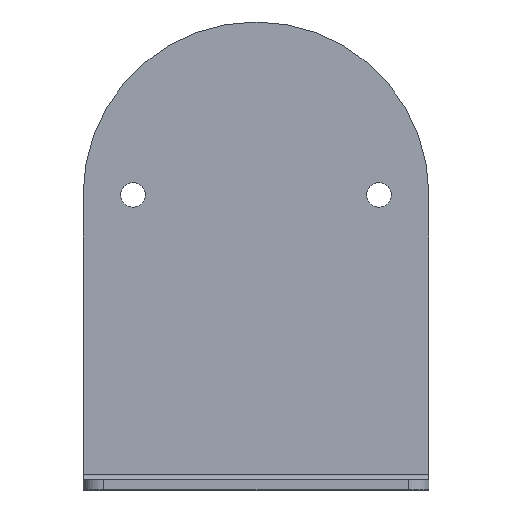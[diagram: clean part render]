
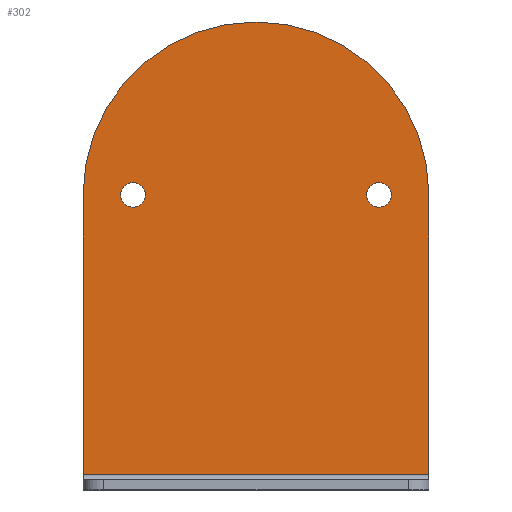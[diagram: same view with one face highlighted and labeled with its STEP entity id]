
A CAD part, top view. The second image highlights one B-rep face of the part: STEP entity #302.
In plain terms, the highlighted planar face has unit normal (0, 0, 1).
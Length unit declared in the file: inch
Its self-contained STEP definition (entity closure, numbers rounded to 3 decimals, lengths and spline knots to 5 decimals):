
#25=FACE_BOUND('',#76,.T.);
#26=FACE_BOUND('',#77,.T.);
#33=PLANE('',#338);
#49=FACE_OUTER_BOUND('',#75,.T.);
#75=EDGE_LOOP('',(#272,#273,#274,#275));
#76=EDGE_LOOP('',(#276));
#77=EDGE_LOOP('',(#277));
#85=LINE('',#459,#105);
#89=LINE('',#483,#109);
#95=LINE('',#503,#115);
#105=VECTOR('',#366,1.70725);
#109=VECTOR('',#392,2.11);
#115=VECTOR('',#416,1.70725);
#126=CIRCLE('',#317,0.075);
#128=CIRCLE('',#320,0.075);
#134=CIRCLE('',#335,1.055);
#147=VERTEX_POINT('',#456);
#148=VERTEX_POINT('',#458);
#152=VERTEX_POINT('',#468);
#154=VERTEX_POINT('',#473);
#156=VERTEX_POINT('',#479);
#162=VERTEX_POINT('',#502);
#177=EDGE_CURVE('',#147,#148,#85,.T.);
#182=EDGE_CURVE('',#152,#152,#126,.T.);
#184=EDGE_CURVE('',#154,#154,#128,.T.);
#188=EDGE_CURVE('',#148,#156,#89,.T.);
#197=EDGE_CURVE('',#156,#162,#95,.T.);
#200=EDGE_CURVE('',#162,#147,#134,.T.);
#272=ORIENTED_EDGE('',*,*,#188,.F.);
#273=ORIENTED_EDGE('',*,*,#177,.F.);
#274=ORIENTED_EDGE('',*,*,#200,.F.);
#275=ORIENTED_EDGE('',*,*,#197,.F.);
#276=ORIENTED_EDGE('',*,*,#182,.T.);
#277=ORIENTED_EDGE('',*,*,#184,.T.);
#302=ADVANCED_FACE('',(#49,#25,#26),#33,.T.);
#317=AXIS2_PLACEMENT_3D('',#469,#375,#376);
#320=AXIS2_PLACEMENT_3D('',#474,#381,#382);
#335=AXIS2_PLACEMENT_3D('',#508,#421,#422);
#338=AXIS2_PLACEMENT_3D('',#511,#427,#428);
#366=DIRECTION('',(0.,-1.,0.));
#375=DIRECTION('center_axis',(0.,0.,-1.));
#376=DIRECTION('ref_axis',(1.,0.,0.));
#381=DIRECTION('center_axis',(0.,0.,-1.));
#382=DIRECTION('ref_axis',(1.,0.,0.));
#392=DIRECTION('',(-1.,0.,0.));
#416=DIRECTION('',(0.,1.,0.));
#421=DIRECTION('center_axis',(0.,0.,-1.));
#422=DIRECTION('ref_axis',(1.,0.,0.));
#427=DIRECTION('center_axis',(0.,0.,1.));
#428=DIRECTION('ref_axis',(1.,0.,0.));
#456=CARTESIAN_POINT('',(1.055,0.,0.0625));
#458=CARTESIAN_POINT('',(1.055,-1.70725,0.0625));
#459=CARTESIAN_POINT('',(1.055,-1.801,0.0625));
#468=CARTESIAN_POINT('',(0.825,0.,0.0625));
#469=CARTESIAN_POINT('Origin',(0.75,0.,
0.0625));
#473=CARTESIAN_POINT('',(-0.675,0.,0.0625));
#474=CARTESIAN_POINT('Origin',(-0.75,0.,
0.0625));
#479=CARTESIAN_POINT('',(-1.055,-1.70725,0.0625));
#483=CARTESIAN_POINT('',(-0.5275,-1.70725,0.0625));
#502=CARTESIAN_POINT('',(-1.055,0.,0.0625));
#503=CARTESIAN_POINT('',(-1.055,0.,0.0625));
#508=CARTESIAN_POINT('Origin',(0.,0.,
0.0625));
#511=CARTESIAN_POINT('Origin',(0.,-1.0027,
0.0625));
